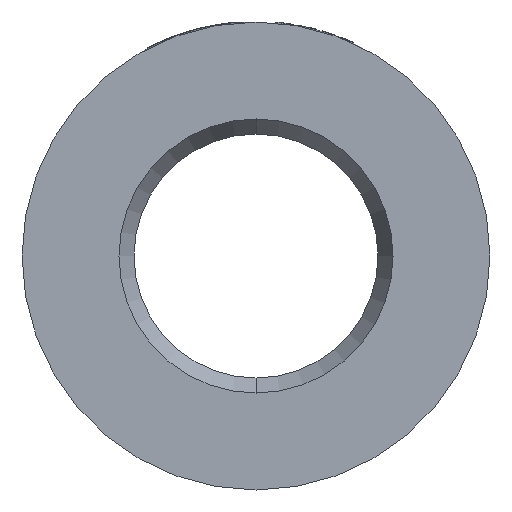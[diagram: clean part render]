
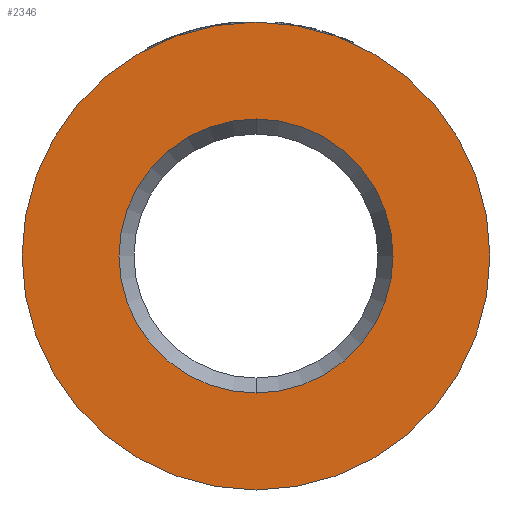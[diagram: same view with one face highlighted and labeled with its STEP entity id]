
A CAD part, front view. The second image highlights one B-rep face of the part: STEP entity #2346.
In plain terms, the highlighted planar face has unit normal (0, -1, 0).
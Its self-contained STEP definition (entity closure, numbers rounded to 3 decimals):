
#356 = CARTESIAN_POINT ( 'NONE',  ( 0., 0., 0. ) ) ;
#358 = DIRECTION ( 'NONE',  ( 0., -1., 0. ) ) ;
#360 = DIRECTION ( 'NONE',  ( 0., 0., -1. ) ) ;
#418 = CARTESIAN_POINT ( 'NONE',  ( 0., 0., 0. ) ) ;
#420 = DIRECTION ( 'NONE',  ( 0., -1., 0. ) ) ;
#422 = DIRECTION ( 'NONE',  ( 0., 0., -1. ) ) ;
#2346 = ADVANCED_FACE ( 'NONE', ( #16999, #16996 ), #17429, .F. ) ;
#3371 = CARTESIAN_POINT ( 'NONE',  ( 0., 0., 0. ) ) ;
#3372 = DIRECTION ( 'NONE',  ( 0., -1., 0. ) ) ;
#3373 = DIRECTION ( 'NONE',  ( 0., 0., -1. ) ) ;
#9144 = CIRCLE ( 'NONE', #22257, 41. ) ;
#10000 = AXIS2_PLACEMENT_3D ( 'NONE', #17442, #17427, #17426 ) ;
#16996 = FACE_OUTER_BOUND ( 'NONE', #17944, .T. ) ;
#16999 = FACE_BOUND ( 'NONE', #21077, .T. ) ;
#17109 = CIRCLE ( 'NONE', #22344, 70. ) ;
#17120 = CIRCLE ( 'NONE', #22337, 70. ) ;
#17335 = ORIENTED_EDGE ( 'NONE', *, *, #25009, .F. ) ;
#17336 = ORIENTED_EDGE ( 'NONE', *, *, #25801, .F. ) ;
#17337 = ORIENTED_EDGE ( 'NONE', *, *, #25717, .T. ) ;
#17338 = ORIENTED_EDGE ( 'NONE', *, *, #25698, .T. ) ;
#17426 = DIRECTION ( 'NONE',  ( 0., 0., 1. ) ) ;
#17427 = DIRECTION ( 'NONE',  ( 0., 1., 0. ) ) ;
#17429 = PLANE ( 'NONE',  #10000 ) ;
#17442 = CARTESIAN_POINT ( 'NONE',  ( -41., 0., 0. ) ) ;
#17584 = VERTEX_POINT ( 'NONE', #23489 ) ;
#17585 = VERTEX_POINT ( 'NONE', #23491 ) ;
#17617 = VERTEX_POINT ( 'NONE', #23550 ) ;
#17620 = VERTEX_POINT ( 'NONE', #23555 ) ;
#17944 = EDGE_LOOP ( 'NONE', ( #17337, #17338 ) ) ;
#19092 = CIRCLE ( 'NONE', #22354, 41. ) ;
#21077 = EDGE_LOOP ( 'NONE', ( #17335, #17336 ) ) ;
#22257 = AXIS2_PLACEMENT_3D ( 'NONE', #22410, #22411, #22412 ) ;
#22337 = AXIS2_PLACEMENT_3D ( 'NONE', #356, #358, #360 ) ;
#22344 = AXIS2_PLACEMENT_3D ( 'NONE', #418, #420, #422 ) ;
#22354 = AXIS2_PLACEMENT_3D ( 'NONE', #3371, #3372, #3373 ) ;
#22410 = CARTESIAN_POINT ( 'NONE',  ( 0., 0., 0. ) ) ;
#22411 = DIRECTION ( 'NONE',  ( 0., -1., 0. ) ) ;
#22412 = DIRECTION ( 'NONE',  ( 0., 0., -1. ) ) ;
#23489 = CARTESIAN_POINT ( 'NONE',  ( 0., 0., 70. ) ) ;
#23491 = CARTESIAN_POINT ( 'NONE',  ( 0., 0., -70. ) ) ;
#23550 = CARTESIAN_POINT ( 'NONE',  ( 0., 0., -41. ) ) ;
#23555 = CARTESIAN_POINT ( 'NONE',  ( 0., 0., 41. ) ) ;
#25009 = EDGE_CURVE ( 'NONE', #17617, #17620, #9144, .T. ) ;
#25698 = EDGE_CURVE ( 'NONE', #17584, #17585, #17120, .T. ) ;
#25717 = EDGE_CURVE ( 'NONE', #17585, #17584, #17109, .T. ) ;
#25801 = EDGE_CURVE ( 'NONE', #17620, #17617, #19092, .T. ) ;
